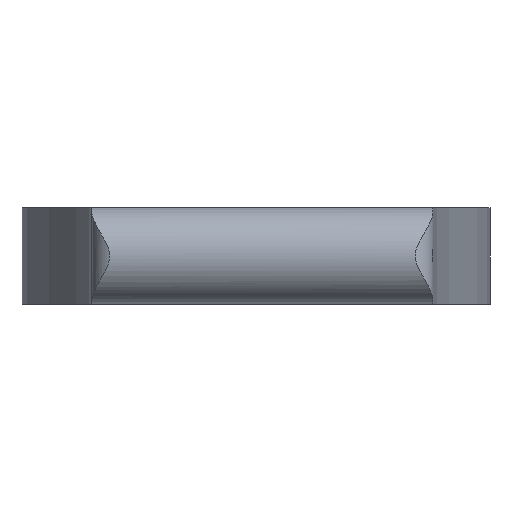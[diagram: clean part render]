
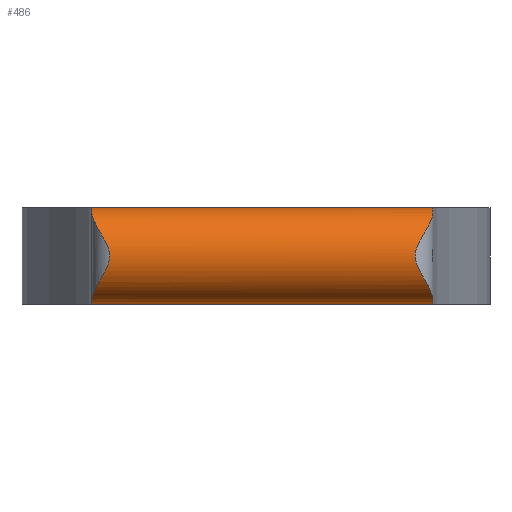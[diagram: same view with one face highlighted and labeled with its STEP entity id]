
A CAD part, left-side view. The second image highlights one B-rep face of the part: STEP entity #486.
In plain terms, the highlighted cylindrical face has radius 6.35 mm (diameter 12.7 mm), a partial arc.
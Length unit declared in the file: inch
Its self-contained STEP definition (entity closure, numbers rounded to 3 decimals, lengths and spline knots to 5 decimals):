
#38=LINE('',#1810,#61);
#39=LINE('',#1817,#62);
#61=VECTOR('',#592,39.37008);
#62=VECTOR('',#595,39.37008);
#73=CYLINDRICAL_SURFACE('',#532,0.25);
#85=CIRCLE('',#515,0.25);
#88=CIRCLE('',#518,0.25);
#90=CIRCLE('',#526,0.25);
#93=CIRCLE('',#529,0.25);
#119=FACE_OUTER_BOUND('',#146,.T.);
#146=EDGE_LOOP('',(#441,#442,#443,#444,#445,#446,#447,#448));
#171=B_SPLINE_CURVE_WITH_KNOTS('',3,(#1737,#1738,#1739,#1740,#1741,#1742,
#1743,#1744,#1745,#1746,#1747,#1748,#1749,#1750,#1751,#1752,#1753,#1754,
#1755,#1756,#1757,#1758),.UNSPECIFIED.,.F.,.F.,(4,2,2,2,2,2,2,2,2,2,4),
(1.85484,1.92109,2.06103,2.32019,2.44977,
2.57935,2.70893,2.83851,3.09767,3.23762,
3.30387),.UNSPECIFIED.);
#173=B_SPLINE_CURVE_WITH_KNOTS('',3,(#1770,#1771,#1772,#1773,#1774,#1775,
#1776,#1777,#1778,#1779,#1780,#1781,#1782,#1783,#1784,#1785,#1786,#1787,
#1788,#1789,#1790,#1791,#1792),.UNSPECIFIED.,.F.,.F.,(4,2,2,2,2,3,2,2,2,
2,4),(4.43419,4.50044,4.64038,4.89954,
5.02912,5.1587,5.28828,5.41786,5.67703,
5.81697,5.88322),.UNSPECIFIED.);
#208=VERTEX_POINT('',#1719);
#209=VERTEX_POINT('',#1721);
#213=VERTEX_POINT('',#1729);
#214=VERTEX_POINT('',#1731);
#217=VERTEX_POINT('',#1767);
#218=VERTEX_POINT('',#1769);
#221=VERTEX_POINT('',#1808);
#222=VERTEX_POINT('',#1816);
#268=EDGE_CURVE('',#208,#209,#85,.T.);
#273=EDGE_CURVE('',#213,#214,#88,.T.);
#276=EDGE_CURVE('',#209,#213,#171,.T.);
#279=EDGE_CURVE('',#217,#218,#173,.T.);
#284=EDGE_CURVE('',#208,#221,#38,.T.);
#286=EDGE_CURVE('',#214,#222,#39,.T.);
#295=EDGE_CURVE('',#222,#217,#90,.T.);
#298=EDGE_CURVE('',#218,#221,#93,.T.);
#441=ORIENTED_EDGE('',*,*,#284,.T.);
#442=ORIENTED_EDGE('',*,*,#298,.F.);
#443=ORIENTED_EDGE('',*,*,#279,.F.);
#444=ORIENTED_EDGE('',*,*,#295,.F.);
#445=ORIENTED_EDGE('',*,*,#286,.F.);
#446=ORIENTED_EDGE('',*,*,#273,.F.);
#447=ORIENTED_EDGE('',*,*,#276,.F.);
#448=ORIENTED_EDGE('',*,*,#268,.F.);
#486=ADVANCED_FACE('',(#119),#73,.T.);
#515=AXIS2_PLACEMENT_3D('',#1722,#571,#572);
#518=AXIS2_PLACEMENT_3D('',#1732,#579,#580);
#526=AXIS2_PLACEMENT_3D('',#1880,#606,#607);
#529=AXIS2_PLACEMENT_3D('',#1884,#612,#613);
#532=AXIS2_PLACEMENT_3D('',#1905,#620,#621);
#571=DIRECTION('center_axis',(0.,1.,0.));
#572=DIRECTION('ref_axis',(0.,0.,1.));
#579=DIRECTION('center_axis',(0.,1.,0.));
#580=DIRECTION('ref_axis',(0.,0.,1.));
#592=DIRECTION('',(0.,-1.,0.));
#595=DIRECTION('',(0.,-1.,0.));
#606=DIRECTION('center_axis',(0.,-1.,0.));
#607=DIRECTION('ref_axis',(1.,0.,0.));
#612=DIRECTION('center_axis',(0.,-1.,0.));
#613=DIRECTION('ref_axis',(1.,0.,0.));
#620=DIRECTION('center_axis',(0.,-1.,0.));
#621=DIRECTION('ref_axis',(-1.,0.,0.));
#1719=CARTESIAN_POINT('',(0.,0.88138,-0.25));
#1721=CARTESIAN_POINT('',(-0.11512,0.88138,-0.22192));
#1722=CARTESIAN_POINT('Origin',(0.,0.88138,0.));
#1729=CARTESIAN_POINT('',(-0.11512,0.88138,0.22192));
#1731=CARTESIAN_POINT('',(-0.0002,0.88138,0.25));
#1732=CARTESIAN_POINT('Origin',(0.,0.88138,0.));
#1737=CARTESIAN_POINT('Ctrl Pts',(-0.11512,0.88138,
-0.22192));
#1738=CARTESIAN_POINT('Ctrl Pts',(-0.12322,0.88138,
-0.21771));
#1739=CARTESIAN_POINT('Ctrl Pts',(-0.13122,0.88069,
-0.21299));
#1740=CARTESIAN_POINT('Ctrl Pts',(-0.15507,0.87673,
-0.19706));
#1741=CARTESIAN_POINT('Ctrl Pts',(-0.16973,0.87137,
-0.18437));
#1742=CARTESIAN_POINT('Ctrl Pts',(-0.20365,0.85386,-0.14851));
#1743=CARTESIAN_POINT('Ctrl Pts',(-0.22087,0.83747,
-0.12116));
#1744=CARTESIAN_POINT('Ctrl Pts',(-0.23807,0.81386,
-0.07788));
#1745=CARTESIAN_POINT('Ctrl Pts',(-0.24239,0.80618,
-0.06314));
#1746=CARTESIAN_POINT('Ctrl Pts',(-0.24834,0.79403,-0.03271));
#1747=CARTESIAN_POINT('Ctrl Pts',(-0.25,0.78959,
-0.01701));
#1748=CARTESIAN_POINT('Ctrl Pts',(-0.25,0.78959,
0.01701));
#1749=CARTESIAN_POINT('Ctrl Pts',(-0.24834,0.79403,0.03271));
#1750=CARTESIAN_POINT('Ctrl Pts',(-0.24239,0.80618,
0.06314));
#1751=CARTESIAN_POINT('Ctrl Pts',(-0.23807,0.81386,
0.07788));
#1752=CARTESIAN_POINT('Ctrl Pts',(-0.22087,0.83747,
0.12116));
#1753=CARTESIAN_POINT('Ctrl Pts',(-0.20365,0.85386,0.14851));
#1754=CARTESIAN_POINT('Ctrl Pts',(-0.16973,0.87137,
0.18437));
#1755=CARTESIAN_POINT('Ctrl Pts',(-0.15507,0.87673,
0.19706));
#1756=CARTESIAN_POINT('Ctrl Pts',(-0.13122,0.88069,
0.21299));
#1757=CARTESIAN_POINT('Ctrl Pts',(-0.12322,0.88138,
0.21771));
#1758=CARTESIAN_POINT('Ctrl Pts',(-0.11512,0.88138,
0.22192));
#1767=CARTESIAN_POINT('',(-0.11512,-0.88138,0.22192));
#1769=CARTESIAN_POINT('',(-0.11512,-0.88138,-0.22192));
#1770=CARTESIAN_POINT('Ctrl Pts',(-0.11512,-0.88138,
0.22192));
#1771=CARTESIAN_POINT('Ctrl Pts',(-0.12322,-0.88138,
0.21771));
#1772=CARTESIAN_POINT('Ctrl Pts',(-0.13122,-0.88069,
0.21299));
#1773=CARTESIAN_POINT('Ctrl Pts',(-0.15507,-0.87673,
0.19706));
#1774=CARTESIAN_POINT('Ctrl Pts',(-0.16973,-0.87137,
0.18437));
#1775=CARTESIAN_POINT('Ctrl Pts',(-0.20365,-0.85386,
0.14851));
#1776=CARTESIAN_POINT('Ctrl Pts',(-0.22087,-0.83747,
0.12116));
#1777=CARTESIAN_POINT('Ctrl Pts',(-0.23807,-0.81386,
0.07788));
#1778=CARTESIAN_POINT('Ctrl Pts',(-0.24239,-0.80618,
0.06314));
#1779=CARTESIAN_POINT('Ctrl Pts',(-0.24834,-0.79403,
0.03271));
#1780=CARTESIAN_POINT('Ctrl Pts',(-0.25,-0.78959,
0.01701));
#1781=CARTESIAN_POINT('Ctrl Pts',(-0.25,-0.78959,
0.));
#1782=CARTESIAN_POINT('Ctrl Pts',(-0.25,-0.78959,
-0.01701));
#1783=CARTESIAN_POINT('Ctrl Pts',(-0.24834,-0.79403,
-0.03271));
#1784=CARTESIAN_POINT('Ctrl Pts',(-0.24239,-0.80618,
-0.06314));
#1785=CARTESIAN_POINT('Ctrl Pts',(-0.23807,-0.81386,
-0.07788));
#1786=CARTESIAN_POINT('Ctrl Pts',(-0.22087,-0.83747,
-0.12116));
#1787=CARTESIAN_POINT('Ctrl Pts',(-0.20365,-0.85386,
-0.14851));
#1788=CARTESIAN_POINT('Ctrl Pts',(-0.16973,-0.87137,
-0.18437));
#1789=CARTESIAN_POINT('Ctrl Pts',(-0.15507,-0.87673,
-0.19706));
#1790=CARTESIAN_POINT('Ctrl Pts',(-0.13122,-0.88069,
-0.21299));
#1791=CARTESIAN_POINT('Ctrl Pts',(-0.12322,-0.88138,
-0.21771));
#1792=CARTESIAN_POINT('Ctrl Pts',(-0.11512,-0.88138,
-0.22192));
#1808=CARTESIAN_POINT('',(0.,-0.88138,-0.25));
#1810=CARTESIAN_POINT('',(0.,11.71963,-0.25));
#1816=CARTESIAN_POINT('',(-0.0002,-0.88138,0.25));
#1817=CARTESIAN_POINT('',(-0.0002,11.71963,0.25));
#1880=CARTESIAN_POINT('Origin',(0.,-0.88138,
0.));
#1884=CARTESIAN_POINT('Origin',(0.,-0.88138,
0.));
#1905=CARTESIAN_POINT('Origin',(0.,11.71963,0.));
